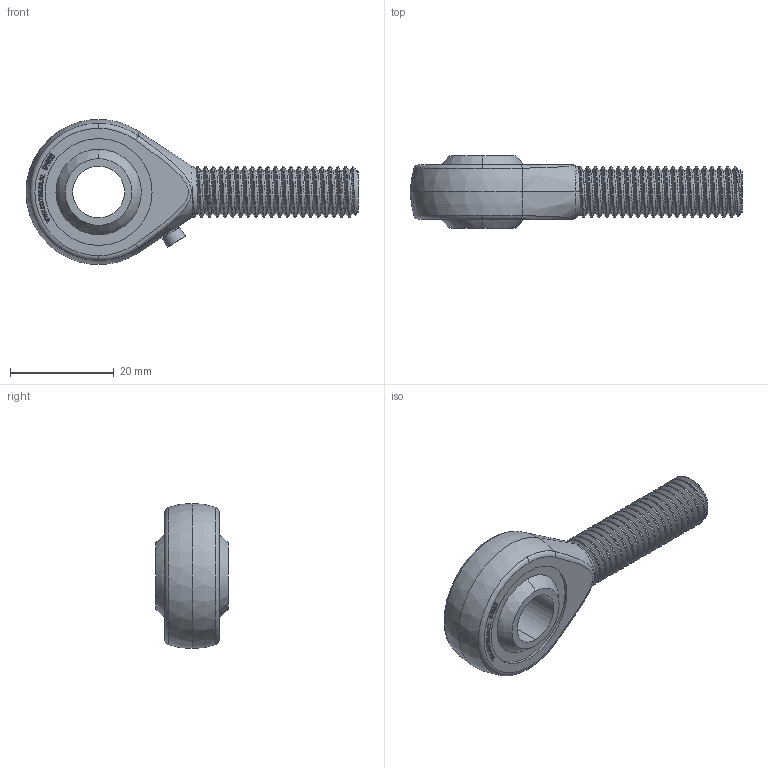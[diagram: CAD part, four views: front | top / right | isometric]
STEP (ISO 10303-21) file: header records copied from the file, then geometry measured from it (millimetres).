
FILE_DESCRIPTION (( 'STEP AP214' ), '1' );
FILE_NAME ('04833-Rod End Right Hand Zinc M10 Ext Thread.STEP', '2021-02-10T01:03:55', ( '' ), ( '' ), 'SwSTEP 2.0', 'SolidWorks 2021', '' );
FILE_SCHEMA (( 'AUTOMOTIVE_DESIGN' ));
Length unit declared in the file: millimetre
Products named in the file (3): 4833 Rod End M10 Ext Right Hand Body; 4833 Rod End M10 Ext Right Hand Ball; 04833-Rod End Right Hand Zinc M10 Ext Thread
Assembly tree (2 placements, depth 2):
  04833-Rod End Right Hand Zinc M10 Ext Thread
    4833 Rod End M10 Ext Right Hand Body
    4833 Rod End M10 Ext Right Hand Ball
Bounding box: 64 x 14 x 27.91 mm (x, y, z)
Volume: 8272.1 mm3; surface area: 5231.5 mm2
Topology: 2 solids, 2 shells, 367 faces, 1015 edges, 679 vertices
Faces by surface type: plane 165, bspline 129, cylinder 52, sphere 8, cone 7, torus 6
Entity records: 23774 total; most frequent: CARTESIAN_POINT 15275, ORIENTED_EDGE 2010, DIRECTION 1184, EDGE_CURVE 1005, VERTEX_POINT 673, VECTOR 566, LINE 566, EDGE_LOOP 402
